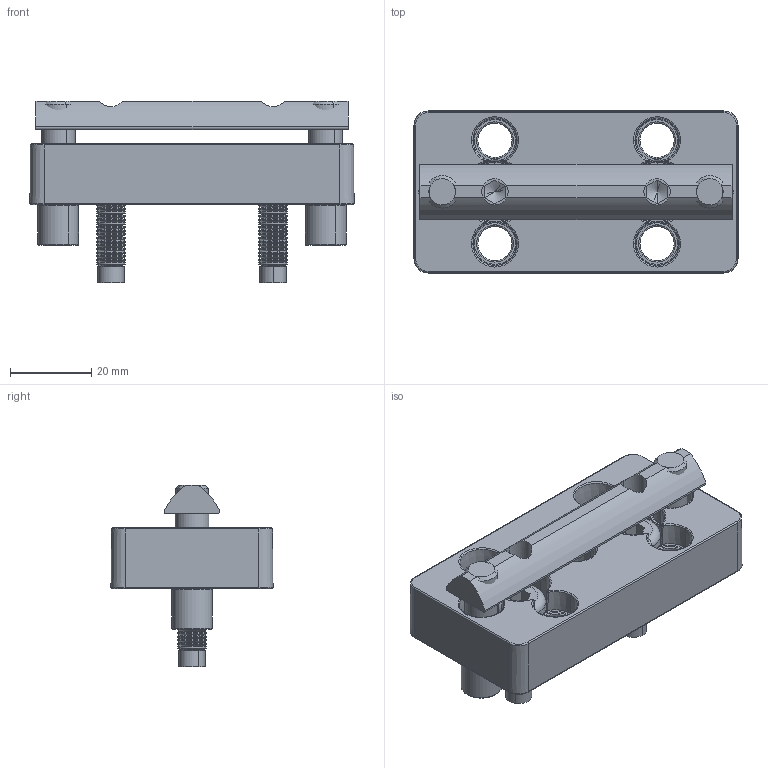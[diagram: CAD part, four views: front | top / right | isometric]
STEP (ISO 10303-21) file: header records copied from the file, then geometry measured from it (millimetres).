
FILE_DESCRIPTION (( 'STEP AP203' ), '1' );
FILE_NAME ('099E40800808RS01.STEP', '2016-11-14T12:57:18', ( '' ), ( '' ), 'SwSTEP 2.0', 'SolidWorks 2016', '' );
FILE_SCHEMA (( 'CONFIG_CONTROL_DESIGN' ));
Length unit declared in the file: millimetre
Products named in the file (5): 099e40800808r a Tab_099e40800808r; 096008d77_096 008 d36 s02; 340me481; 093sf0725_Standard; 099E40800808RS01
Assembly tree (6 placements, depth 2):
  099E40800808RS01
    099e40800808r a Tab_099e40800808r
    096008d77_096 008 d36 s02
    340me481  x2
    093sf0725_Standard  x2
Bounding box: 79.99 x 39.99 x 44.8 mm (x, y, z)
Volume: 37386.3 mm3; surface area: 24553.3 mm2
Topology: 6 solids, 6 shells, 995 faces, 2434 edges, 1461 vertices
Faces by surface type: plane 304, cone 232, cylinder 227, torus 128, bspline 56, sphere 48
Entity records: 22574 total; most frequent: CARTESIAN_POINT 5597, DIRECTION 3723, ORIENTED_EDGE 3384, EDGE_CURVE 1692, AXIS2_PLACEMENT_3D 1550, VERTEX_POINT 996, CIRCLE 883, EDGE_LOOP 750
